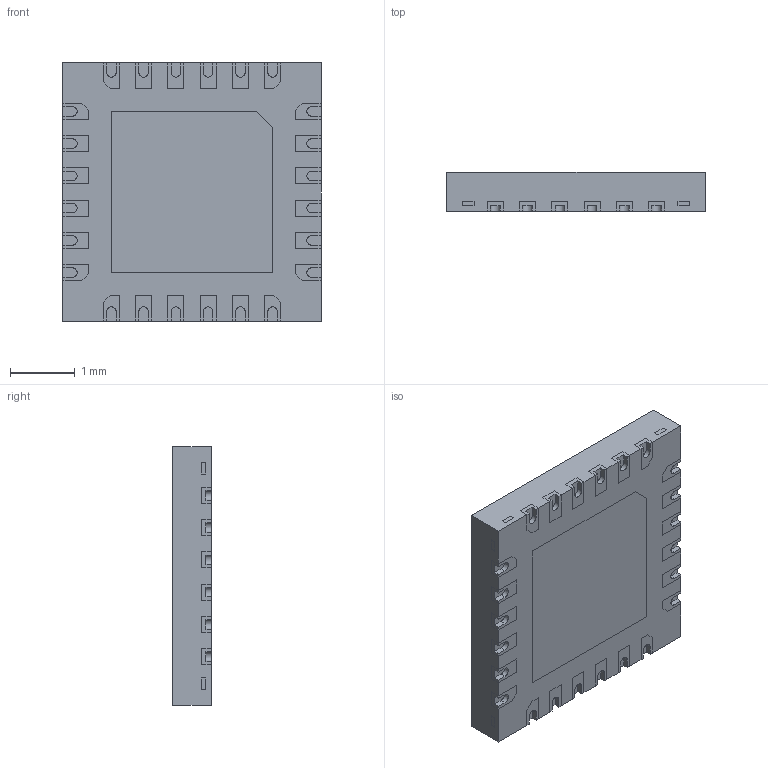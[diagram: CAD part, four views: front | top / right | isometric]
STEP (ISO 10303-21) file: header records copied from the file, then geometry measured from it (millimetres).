
FILE_DESCRIPTION(/* description */ ('Unknown'),/* implementation_level */ '2;1');
FILE_NAME(/* name */ 'SWP-QFN4040-24',/* time_stamp */ '2024-07-08T12:28:51+08:00',/* author */ ('Unknown'),/* organization */ ('Unknown'),/* preprocessor_version */ 'ST-DEVELOPER v18.102',/* originating_system */ 'Solid Edge',/* authorisation */ 'Unknown');
FILE_SCHEMA (('AUTOMOTIVE_DESIGN {1 0 10303 214 3 1 1}'));
Length unit declared in the file: millimetre
Products named in the file (3): SWP-QFN4040-24; Compound; LDF
Assembly tree (2 placements, depth 2):
  SWP-QFN4040-24
    Compound
    LDF
Bounding box: 4 x 0.6 x 4 mm (x, y, z)
Volume: 9.5 mm3; surface area: 87.6 mm2
Topology: 26 solids, 26 shells, 829 faces, 2346 edges, 1564 vertices
Faces by surface type: plane 717, cylinder 112
Entity records: 29974 total; most frequent: CARTESIAN_POINT 4742, ORIENTED_EDGE 4692, DIRECTION 4234, EDGE_CURVE 2346, LINE 2122, VECTOR 2122, VERTEX_POINT 1564, AXIS2_PLACEMENT_3D 1056
